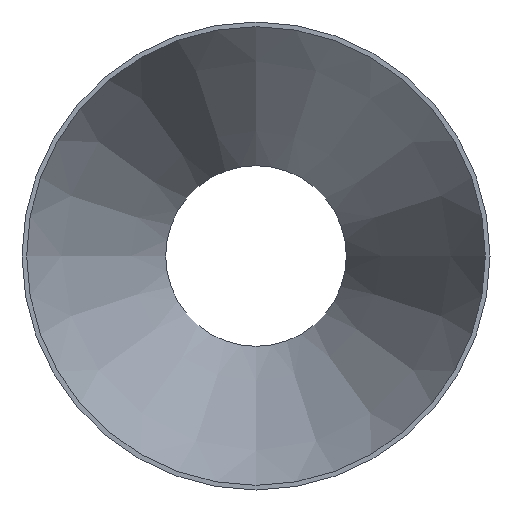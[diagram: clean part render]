
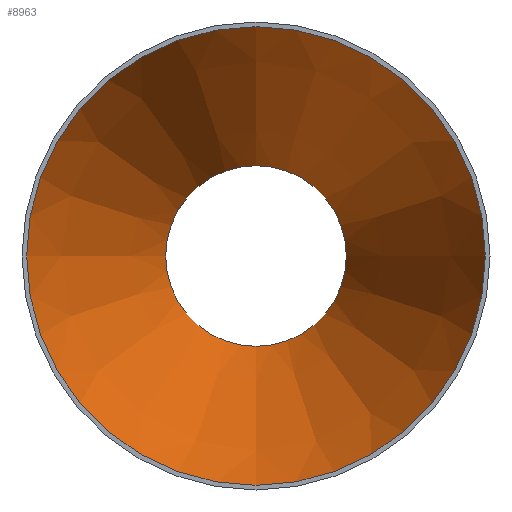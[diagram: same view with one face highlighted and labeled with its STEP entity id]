
A CAD part, front view. The second image highlights one B-rep face of the part: STEP entity #8963.
In plain terms, the highlighted conical face has half-angle 23.185 degrees and reference radius 107.374 mm.
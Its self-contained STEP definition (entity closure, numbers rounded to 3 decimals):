
#825 = CARTESIAN_POINT ( 'NONE',  ( 0., 0., 0. ) ) ;
#2246 = DIRECTION ( 'NONE',  ( 0., -1., 0. ) ) ;
#4668 = DIRECTION ( 'NONE',  ( 0., 0., -1. ) ) ;
#4954 = CIRCLE ( 'NONE', #9657, 42.274 ) ;
#5806 = ORIENTED_EDGE ( 'NONE', *, *, #13574, .F. ) ;
#6205 = DIRECTION ( 'NONE',  ( 0., 0., -1. ) ) ;
#8594 = FACE_OUTER_BOUND ( 'NONE', #25979, .T. ) ;
#8963 = ADVANCED_FACE ( 'NONE', ( #20485, #8594 ), #14304, .F. ) ;
#9657 = AXIS2_PLACEMENT_3D ( 'NONE', #13361, #2246, #4668 ) ;
#10086 = DIRECTION ( 'NONE',  ( 0., 0., -1. ) ) ;
#12287 = VERTEX_POINT ( 'NONE', #21200 ) ;
#13361 = CARTESIAN_POINT ( 'NONE',  ( 0., 152., 0. ) ) ;
#13574 = EDGE_CURVE ( 'NONE', #15258, #15258, #4954, .T. ) ;
#14304 = CONICAL_SURFACE ( 'NONE', #21464, 107.374, 0.405 ) ;
#15258 = VERTEX_POINT ( 'NONE', #20471 ) ;
#18255 = CARTESIAN_POINT ( 'NONE',  ( 0., 0., 0. ) ) ;
#18958 = CIRCLE ( 'NONE', #19534, 107.374 ) ;
#19534 = AXIS2_PLACEMENT_3D ( 'NONE', #18255, #35741, #10086 ) ;
#20471 = CARTESIAN_POINT ( 'NONE',  ( 0., 152., -42.274 ) ) ;
#20485 = FACE_BOUND ( 'NONE', #33223, .T. ) ;
#21200 = CARTESIAN_POINT ( 'NONE',  ( 0., 0., -107.374 ) ) ;
#21464 = AXIS2_PLACEMENT_3D ( 'NONE', #825, #25692, #6205 ) ;
#23870 = ORIENTED_EDGE ( 'NONE', *, *, #27385, .T. ) ;
#25692 = DIRECTION ( 'NONE',  ( 0., -1., 0. ) ) ;
#25979 = EDGE_LOOP ( 'NONE', ( #23870 ) ) ;
#27385 = EDGE_CURVE ( 'NONE', #12287, #12287, #18958, .T. ) ;
#33223 = EDGE_LOOP ( 'NONE', ( #5806 ) ) ;
#35741 = DIRECTION ( 'NONE',  ( 0., -1., 0. ) ) ;
